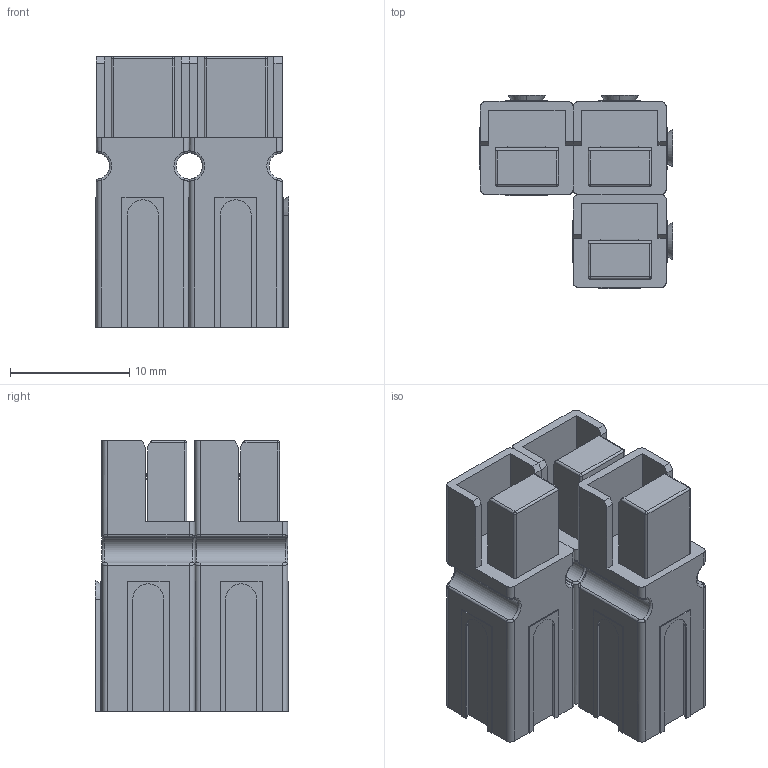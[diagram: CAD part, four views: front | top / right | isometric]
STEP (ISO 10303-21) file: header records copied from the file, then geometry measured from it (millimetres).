
FILE_DESCRIPTION(/* description */ ('STEP AP242','CAx-IF Rec.Pracs.---Representation and Presentation of Product Manufacturing Information (PMI)---4.0---2014-10-13','CAx-IF Rec.Pracs.---3D Tessellated Geometry---0.4---2014-09-14','2;1'),/* implementation_level */ '2;1');
FILE_NAME(/* name */ '6850d9f2ae61bb43dee1c03c',/* time_stamp */ '2025-06-17T02:58:58Z',/* author */ (''),/* organization */ (''),/* preprocessor_version */ 'ST-DEVELOPER v20',/* originating_system */ 'ONSHAPE BY PTC INC, 1.199',/* authorisation */ ' ');
FILE_SCHEMA (('AP242_MANAGED_MODEL_BASED_3D_ENGINEERING_MIM_LF { 1 0 10303 442 1 1 4 }'));
Length unit declared in the file: metre
Products named in the file (2): Anderson_PowerPole; powerpole 15-45A housing.step
Assembly tree (3 placements, depth 2):
  Anderson_PowerPole
    powerpole 15-45A housing.step  x3
Bounding box: 16.24 x 16.24 x 22.71 mm (x, y, z)
Volume: 2260.8 mm3; surface area: 4089.5 mm2
Topology: 3 solids, 3 shells, 351 faces, 957 edges, 600 vertices
Faces by surface type: plane 216, cylinder 78, bspline 24, cone 15, torus 12, sphere 6
Entity records: 3902 total; most frequent: CARTESIAN_POINT 828, ORIENTED_EDGE 634, DIRECTION 593, EDGE_CURVE 317, LINE 231, VECTOR 231, VERTEX_POINT 200, AXIS2_PLACEMENT_3D 181
